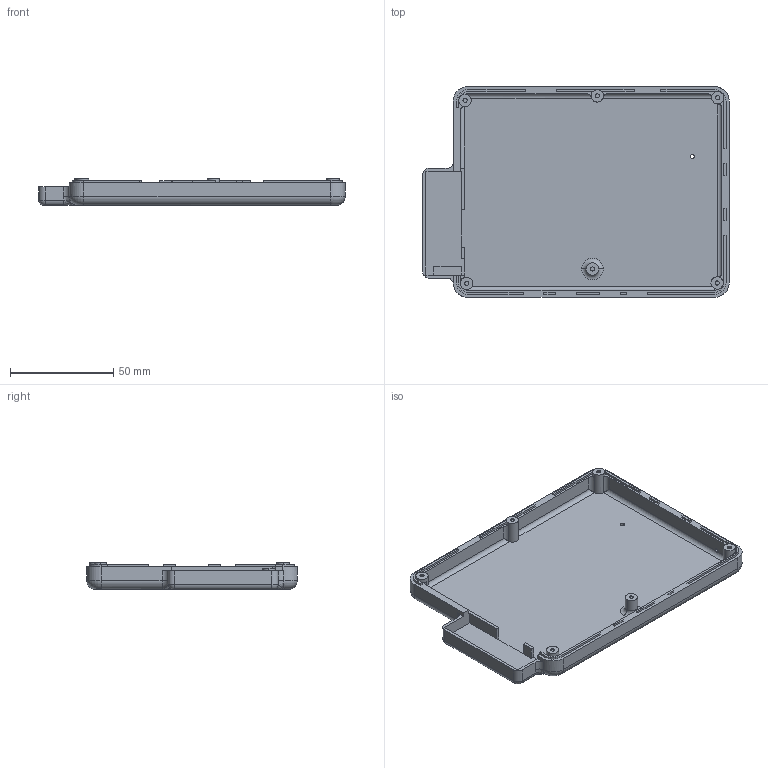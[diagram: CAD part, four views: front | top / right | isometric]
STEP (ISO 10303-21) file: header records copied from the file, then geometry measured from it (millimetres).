
FILE_DESCRIPTION (( 'STEP AP203' ), '1' );
FILE_NAME ('BFV_TTL_GPS_v11_backCase.STEP', '2016-05-13T19:38:28', ( '' ), ( '' ), 'SwSTEP 2.0', 'SolidWorks 2016', '' );
FILE_SCHEMA (( 'CONFIG_CONTROL_DESIGN' ));
Length unit declared in the file: millimetre
Products named in the file (1): BFV_TTL_GPS_v11_backCase
Bounding box: 148.2 x 102 x 13 mm (x, y, z)
Volume: 42629.3 mm3; surface area: 39091.6 mm2
Topology: 2 solids, 2 shells, 249 faces, 644 edges, 411 vertices
Faces by surface type: plane 120, cylinder 84, bspline 20, cone 13, torus 12
Entity records: 10434 total; most frequent: CARTESIAN_POINT 4358, ORIENTED_EDGE 1288, DIRECTION 1204, EDGE_CURVE 644, AXIS2_PLACEMENT_3D 422, VERTEX_POINT 411, VECTOR 360, LINE 360
